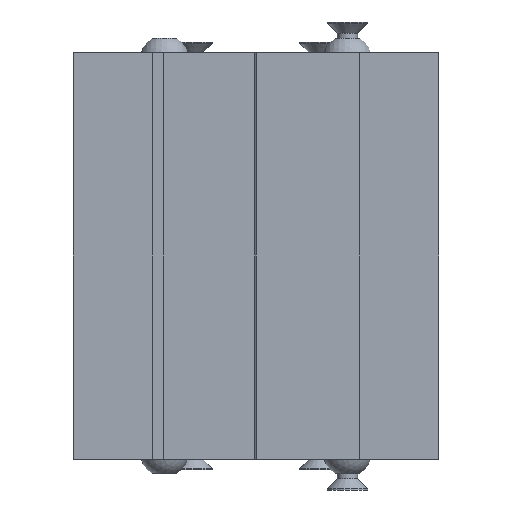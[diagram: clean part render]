
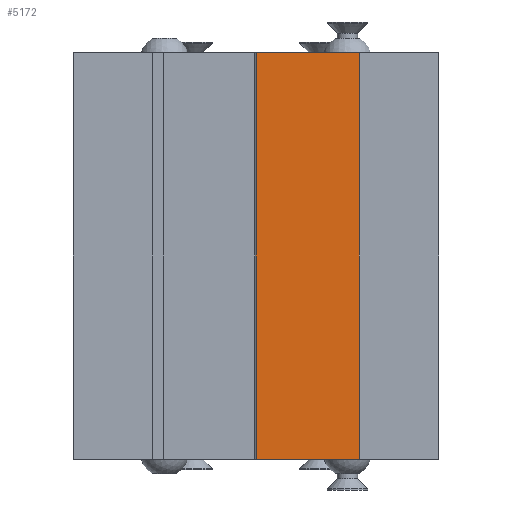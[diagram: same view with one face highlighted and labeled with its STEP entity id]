
A CAD part, left-side view. The second image highlights one B-rep face of the part: STEP entity #5172.
In plain terms, the highlighted planar face has unit normal (-1, 0, 0).
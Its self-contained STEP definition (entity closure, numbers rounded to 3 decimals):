
#113=DIRECTION('',(0.,-1.,0.));
#114=VECTOR('',#113,44.241);
#115=CARTESIAN_POINT('',(-64.6,18.841,50.));
#116=LINE('',#115,#114);
#331=DIRECTION('',(0.,-1.,0.));
#332=VECTOR('',#331,44.241);
#333=CARTESIAN_POINT('',(-64.6,18.841,-50.));
#334=LINE('',#333,#332);
#1585=DIRECTION('',(0.,0.,1.));
#1586=VECTOR('',#1585,100.);
#1587=CARTESIAN_POINT('',(-64.6,-25.4,-50.));
#1588=LINE('',#1587,#1586);
#1589=DIRECTION('',(0.,0.,-1.));
#1590=VECTOR('',#1589,100.);
#1591=CARTESIAN_POINT('',(-64.6,18.841,50.));
#1592=LINE('',#1591,#1590);
#1593=CARTESIAN_POINT('',(-64.6,10.6,-33.));
#1594=DIRECTION('',(1.,0.,0.));
#1595=DIRECTION('',(0.,0.,-1.));
#1596=AXIS2_PLACEMENT_3D('',#1593,#1594,#1595);
#1598=CARTESIAN_POINT('',(-64.6,10.6,-33.));
#1599=DIRECTION('',(1.,0.,0.));
#1600=DIRECTION('',(0.,0.,1.));
#1601=AXIS2_PLACEMENT_3D('',#1598,#1599,#1600);
#1603=CARTESIAN_POINT('',(-64.6,10.6,33.));
#1604=DIRECTION('',(1.,0.,0.));
#1605=DIRECTION('',(0.,0.,-1.));
#1606=AXIS2_PLACEMENT_3D('',#1603,#1604,#1605);
#1608=CARTESIAN_POINT('',(-64.6,10.6,33.));
#1609=DIRECTION('',(1.,0.,0.));
#1610=DIRECTION('',(0.,0.,1.));
#1611=AXIS2_PLACEMENT_3D('',#1608,#1609,#1610);
#2994=CARTESIAN_POINT('',(-64.6,-25.4,50.));
#2996=VERTEX_POINT('',#2994);
#2998=CARTESIAN_POINT('',(-64.6,-25.4,-50.));
#3000=VERTEX_POINT('',#2998);
#3455=CARTESIAN_POINT('',(-64.6,18.841,50.));
#3456=CARTESIAN_POINT('',(-64.6,18.841,-50.));
#3457=VERTEX_POINT('',#3455);
#3458=VERTEX_POINT('',#3456);
#3500=CARTESIAN_POINT('',(-64.6,10.6,-38.));
#3501=CARTESIAN_POINT('',(-64.6,10.6,-28.));
#3502=VERTEX_POINT('',#3500);
#3503=VERTEX_POINT('',#3501);
#3508=CARTESIAN_POINT('',(-64.6,10.6,28.));
#3509=CARTESIAN_POINT('',(-64.6,10.6,38.));
#3510=VERTEX_POINT('',#3508);
#3511=VERTEX_POINT('',#3509);
#5149=CARTESIAN_POINT('',(-64.6,25.4,-50.));
#5150=DIRECTION('',(1.,0.,0.));
#5151=DIRECTION('',(0.,-1.,0.));
#5152=AXIS2_PLACEMENT_3D('',#5149,#5150,#5151);
#5153=PLANE('',#5152);
#5154=ORIENTED_EDGE('',*,*,#3842,.F.);
#5155=ORIENTED_EDGE('',*,*,#3797,.T.);
#5156=ORIENTED_EDGE('',*,*,#5144,.F.);
#5157=ORIENTED_EDGE('',*,*,#3996,.F.);
#5158=EDGE_LOOP('',(#5154,#5155,#5156,#5157));
#5159=FACE_OUTER_BOUND('',#5158,.F.);
#5161=ORIENTED_EDGE('',*,*,#5160,.F.);
#5163=ORIENTED_EDGE('',*,*,#5162,.F.);
#5164=EDGE_LOOP('',(#5161,#5163));
#5165=FACE_BOUND('',#5164,.F.);
#5167=ORIENTED_EDGE('',*,*,#5166,.F.);
#5169=ORIENTED_EDGE('',*,*,#5168,.F.);
#5170=EDGE_LOOP('',(#5167,#5169));
#5171=FACE_BOUND('',#5170,.F.);
#5172=ADVANCED_FACE('',(#5159,#5165,#5171),#5153,.F.);
#1597=CIRCLE('',#1596,5.);
#1602=CIRCLE('',#1601,5.);
#1607=CIRCLE('',#1606,5.);
#1612=CIRCLE('',#1611,5.);
#3797=EDGE_CURVE('',#3457,#2996,#116,.T.);
#3842=EDGE_CURVE('',#3457,#3458,#1592,.T.);
#3996=EDGE_CURVE('',#3458,#3000,#334,.T.);
#5144=EDGE_CURVE('',#3000,#2996,#1588,.T.);
#5160=EDGE_CURVE('',#3502,#3503,#1597,.T.);
#5162=EDGE_CURVE('',#3503,#3502,#1602,.T.);
#5166=EDGE_CURVE('',#3510,#3511,#1607,.T.);
#5168=EDGE_CURVE('',#3511,#3510,#1612,.T.);
